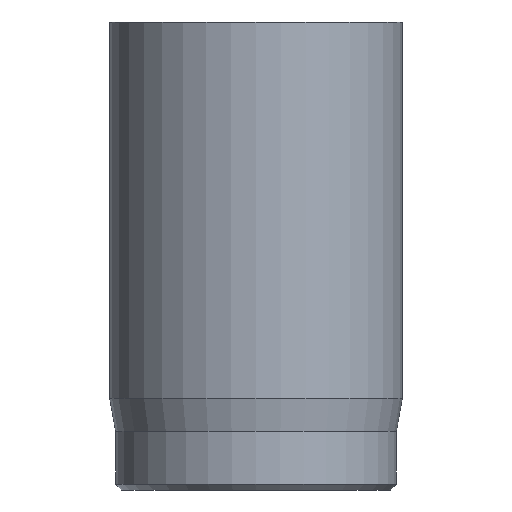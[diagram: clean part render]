
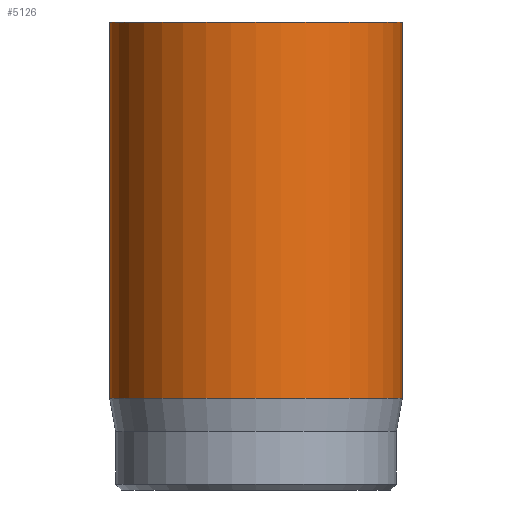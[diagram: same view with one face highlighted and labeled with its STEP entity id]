
A CAD part, front view. The second image highlights one B-rep face of the part: STEP entity #5126.
In plain terms, the highlighted cylindrical face has radius 2.5 mm (diameter 5 mm), a full revolution.
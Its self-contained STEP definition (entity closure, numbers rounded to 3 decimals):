
#31=CYLINDRICAL_SURFACE('',#5319,2.5);
#44=CIRCLE('',#5293,2.5);
#55=CIRCLE('',#5317,2.5);
#56=CIRCLE('',#5318,2.5);
#395=FACE_OUTER_BOUND('',#701,.T.);
#701=EDGE_LOOP('',(#4393,#4394,#4395,#4396,#4397));
#1033=LINE('',#9653,#1386);
#1386=VECTOR('',#5780,2.5);
#2269=VERTEX_POINT('',#9607);
#2280=VERTEX_POINT('',#9647);
#2281=VERTEX_POINT('',#9648);
#2986=EDGE_CURVE('',#2269,#2269,#44,.T.);
#3002=EDGE_CURVE('',#2280,#2281,#55,.T.);
#3003=EDGE_CURVE('',#2281,#2280,#56,.T.);
#3005=EDGE_CURVE('',#2269,#2280,#1033,.T.);
#4393=ORIENTED_EDGE('',*,*,#2986,.T.);
#4394=ORIENTED_EDGE('',*,*,#3005,.T.);
#4395=ORIENTED_EDGE('',*,*,#3002,.T.);
#4396=ORIENTED_EDGE('',*,*,#3003,.T.);
#4397=ORIENTED_EDGE('',*,*,#3005,.F.);
#5126=ADVANCED_FACE('',(#395),#31,.T.);
#5293=AXIS2_PLACEMENT_3D('',#9608,#5720,#5721);
#5317=AXIS2_PLACEMENT_3D('',#9649,#5773,#5774);
#5318=AXIS2_PLACEMENT_3D('',#9650,#5775,#5776);
#5319=AXIS2_PLACEMENT_3D('',#9652,#5778,#5779);
#5720=DIRECTION('center_axis',(0.,0.,-1.));
#5721=DIRECTION('ref_axis',(-1.,0.,0.));
#5773=DIRECTION('center_axis',(0.,0.,1.));
#5774=DIRECTION('ref_axis',(-1.,0.,0.));
#5775=DIRECTION('center_axis',(0.,0.,1.));
#5776=DIRECTION('ref_axis',(-1.,0.,0.));
#5778=DIRECTION('center_axis',(0.,0.,1.));
#5779=DIRECTION('ref_axis',(-1.,0.,0.));
#5780=DIRECTION('',(0.,0.,-1.));
#9607=CARTESIAN_POINT('',(2.5,0.,8.));
#9608=CARTESIAN_POINT('Origin',(0.,0.,8.));
#9647=CARTESIAN_POINT('',(2.5,0.,1.567));
#9648=CARTESIAN_POINT('',(-2.5,0.,1.567));
#9649=CARTESIAN_POINT('Origin',(0.,0.,1.567));
#9650=CARTESIAN_POINT('Origin',(0.,0.,1.567));
#9652=CARTESIAN_POINT('Origin',(0.,0.,0.));
#9653=CARTESIAN_POINT('',(2.5,0.,0.));
